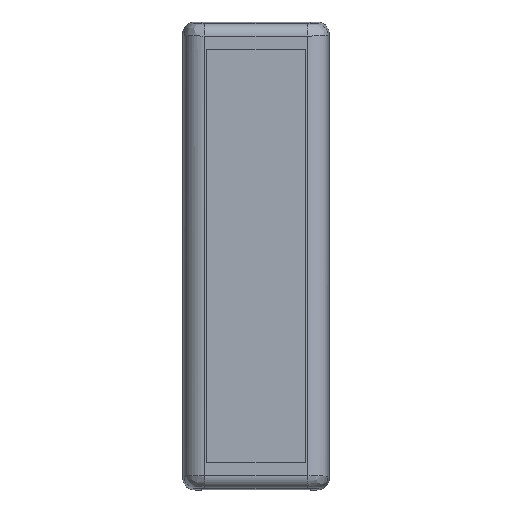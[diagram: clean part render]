
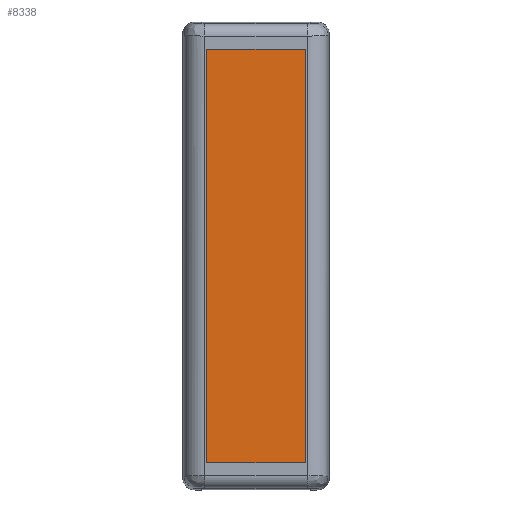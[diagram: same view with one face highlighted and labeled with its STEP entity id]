
A CAD part, top view. The second image highlights one B-rep face of the part: STEP entity #8338.
In plain terms, the highlighted face is planar.
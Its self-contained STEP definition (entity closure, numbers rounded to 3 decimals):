
#919=LINE('',#14296,#1656);
#923=LINE('',#14304,#1660);
#926=LINE('',#14310,#1663);
#929=LINE('',#14315,#1666);
#1656=VECTOR('',#10313,23.9);
#1660=VECTOR('',#10319,100.7);
#1663=VECTOR('',#10324,23.9);
#1666=VECTOR('',#10329,100.7);
#2417=FACE_OUTER_BOUND('',#2962,.T.);
#2962=EDGE_LOOP('',(#6909,#6910,#6911,#6912));
#3908=VERTEX_POINT('',#14294);
#3909=VERTEX_POINT('',#14295);
#3912=VERTEX_POINT('',#14303);
#3914=VERTEX_POINT('',#14309);
#4961=EDGE_CURVE('',#3908,#3909,#919,.T.);
#4965=EDGE_CURVE('',#3909,#3912,#923,.T.);
#4968=EDGE_CURVE('',#3912,#3914,#926,.T.);
#4971=EDGE_CURVE('',#3914,#3908,#929,.T.);
#6909=ORIENTED_EDGE('',*,*,#4961,.T.);
#6910=ORIENTED_EDGE('',*,*,#4965,.T.);
#6911=ORIENTED_EDGE('',*,*,#4968,.T.);
#6912=ORIENTED_EDGE('',*,*,#4971,.T.);
#7931=PLANE('',#8850);
#8338=ADVANCED_FACE('',(#2417),#7931,.F.);
#8850=AXIS2_PLACEMENT_3D('',#14317,#10331,#10332);
#10313=DIRECTION('',(0.,-1.,0.));
#10319=DIRECTION('',(-1.,0.,0.));
#10324=DIRECTION('',(0.,1.,0.));
#10329=DIRECTION('',(1.,0.,0.));
#10331=DIRECTION('center_axis',(0.,0.,
1.));
#10332=DIRECTION('ref_axis',(1.,0.,0.));
#14294=CARTESIAN_POINT('',(50.35,11.95,-12.4));
#14295=CARTESIAN_POINT('',(50.35,-11.95,-12.4));
#14296=CARTESIAN_POINT('',(50.35,-11.95,-12.4));
#14303=CARTESIAN_POINT('',(-50.35,-11.95,-12.4));
#14304=CARTESIAN_POINT('',(-50.35,-11.95,-12.4));
#14309=CARTESIAN_POINT('',(-50.35,11.95,-12.4));
#14310=CARTESIAN_POINT('',(-50.35,11.95,-12.4));
#14315=CARTESIAN_POINT('',(50.35,11.95,-12.4));
#14317=CARTESIAN_POINT('Origin',(0.,0.,-12.4));
